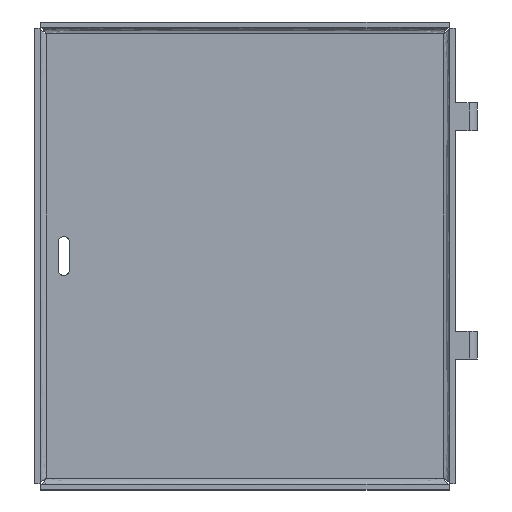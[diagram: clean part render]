
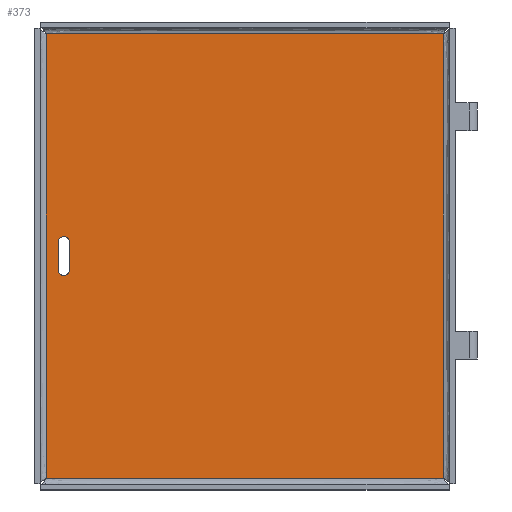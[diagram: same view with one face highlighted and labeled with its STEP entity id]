
A CAD part, top view. The second image highlights one B-rep face of the part: STEP entity #373.
In plain terms, the highlighted free-form (B-spline) face has degree [1, 1] with [2, 2] control points.
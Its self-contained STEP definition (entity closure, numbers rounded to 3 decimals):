
#373 = ADVANCED_FACE('',(#374,#410),#440,.F.);
#374 = FACE_BOUND('',#375,.T.);
#375 = EDGE_LOOP('',(#376,#385,#395,#402));
#376 = ORIENTED_EDGE('',*,*,#377,.T.);
#377 = EDGE_CURVE('',#378,#380,#382,.T.);
#378 = VERTEX_POINT('',#379);
#379 = CARTESIAN_POINT('',(-87.395,-6.522,0.));
#380 = VERTEX_POINT('',#381);
#381 = CARTESIAN_POINT('',(-87.395,6.522,0.));
#382 = B_SPLINE_CURVE_WITH_KNOTS('',1,(#383,#384),.UNSPECIFIED.,.F.,.F.,
  (2,2),(-5.,5.),.PIECEWISE_BEZIER_KNOTS.);
#383 = CARTESIAN_POINT('',(-87.395,-6.522,0.));
#384 = CARTESIAN_POINT('',(-87.395,6.522,0.));
#385 = ORIENTED_EDGE('',*,*,#386,.T.);
#386 = EDGE_CURVE('',#380,#387,#389,.T.);
#387 = VERTEX_POINT('',#388);
#388 = CARTESIAN_POINT('',(-82.178,6.522,0.));
#389 = ( BOUNDED_CURVE() B_SPLINE_CURVE(2,(#390,#391,#392,#393,#394),
.UNSPECIFIED.,.F.,.F.) B_SPLINE_CURVE_WITH_KNOTS((3,2,3),(0.,
1.571,3.142),.PIECEWISE_BEZIER_KNOTS.) CURVE() 
GEOMETRIC_REPRESENTATION_ITEM() RATIONAL_B_SPLINE_CURVE((1.,
0.707,1.,0.707,1.)) REPRESENTATION_ITEM('') );
#390 = CARTESIAN_POINT('',(-87.395,6.522,0.));
#391 = CARTESIAN_POINT('',(-87.395,9.131,0.));
#392 = CARTESIAN_POINT('',(-84.787,9.131,0.));
#393 = CARTESIAN_POINT('',(-82.178,9.131,0.));
#394 = CARTESIAN_POINT('',(-82.178,6.522,0.));
#395 = ORIENTED_EDGE('',*,*,#396,.T.);
#396 = EDGE_CURVE('',#387,#397,#399,.T.);
#397 = VERTEX_POINT('',#398);
#398 = CARTESIAN_POINT('',(-82.178,-6.522,0.));
#399 = B_SPLINE_CURVE_WITH_KNOTS('',1,(#400,#401),.UNSPECIFIED.,.F.,.F.,
  (2,2),(-5.,5.),.PIECEWISE_BEZIER_KNOTS.);
#400 = CARTESIAN_POINT('',(-82.178,6.522,0.));
#401 = CARTESIAN_POINT('',(-82.178,-6.522,0.));
#402 = ORIENTED_EDGE('',*,*,#403,.T.);
#403 = EDGE_CURVE('',#397,#378,#404,.T.);
#404 = ( BOUNDED_CURVE() B_SPLINE_CURVE(2,(#405,#406,#407,#408,#409),
.UNSPECIFIED.,.F.,.F.) B_SPLINE_CURVE_WITH_KNOTS((3,2,3),(3.142,
4.712,6.283),.PIECEWISE_BEZIER_KNOTS.) CURVE() 
GEOMETRIC_REPRESENTATION_ITEM() RATIONAL_B_SPLINE_CURVE((1.,
0.707,1.,0.707,1.)) REPRESENTATION_ITEM('') );
#405 = CARTESIAN_POINT('',(-82.178,-6.522,0.));
#406 = CARTESIAN_POINT('',(-82.178,-9.131,0.));
#407 = CARTESIAN_POINT('',(-84.787,-9.131,0.));
#408 = CARTESIAN_POINT('',(-87.395,-9.131,0.));
#409 = CARTESIAN_POINT('',(-87.395,-6.522,0.));
#410 = FACE_BOUND('',#411,.T.);
#411 = EDGE_LOOP('',(#412,#421,#428,#435));
#412 = ORIENTED_EDGE('',*,*,#413,.F.);
#413 = EDGE_CURVE('',#414,#416,#418,.T.);
#414 = VERTEX_POINT('',#415);
#415 = CARTESIAN_POINT('',(93.004,-104.092,
    0.));
#416 = VERTEX_POINT('',#417);
#417 = CARTESIAN_POINT('',(-93.004,-104.092,
    0.));
#418 = B_SPLINE_CURVE_WITH_KNOTS('',1,(#419,#420),.UNSPECIFIED.,.F.,.F.,
  (2,2),(2.023,144.623),.PIECEWISE_BEZIER_KNOTS.);
#419 = CARTESIAN_POINT('',(93.004,-104.092,
    0.));
#420 = CARTESIAN_POINT('',(-93.004,-104.092,
    0.));
#421 = ORIENTED_EDGE('',*,*,#422,.F.);
#422 = EDGE_CURVE('',#423,#414,#425,.T.);
#423 = VERTEX_POINT('',#424);
#424 = CARTESIAN_POINT('',(93.004,104.092,
    0.));
#425 = B_SPLINE_CURVE_WITH_KNOTS('',1,(#426,#427),.UNSPECIFIED.,.F.,.F.,
  (2,2),(2.023,161.623),.PIECEWISE_BEZIER_KNOTS.);
#426 = CARTESIAN_POINT('',(93.004,104.092,
    0.));
#427 = CARTESIAN_POINT('',(93.004,-104.092,
    0.));
#428 = ORIENTED_EDGE('',*,*,#429,.F.);
#429 = EDGE_CURVE('',#430,#423,#432,.T.);
#430 = VERTEX_POINT('',#431);
#431 = CARTESIAN_POINT('',(-93.004,104.092,
    0.));
#432 = B_SPLINE_CURVE_WITH_KNOTS('',1,(#433,#434),.UNSPECIFIED.,.F.,.F.,
  (2,2),(2.023,144.623),.PIECEWISE_BEZIER_KNOTS.);
#433 = CARTESIAN_POINT('',(-93.004,104.092,
    0.));
#434 = CARTESIAN_POINT('',(93.004,104.092,
    0.));
#435 = ORIENTED_EDGE('',*,*,#436,.F.);
#436 = EDGE_CURVE('',#416,#430,#437,.T.);
#437 = B_SPLINE_CURVE_WITH_KNOTS('',1,(#438,#439),.UNSPECIFIED.,.F.,.F.,
  (2,2),(2.023,161.623),.PIECEWISE_BEZIER_KNOTS.);
#438 = CARTESIAN_POINT('',(-93.004,-104.092,
    0.));
#439 = CARTESIAN_POINT('',(-93.004,104.092,
    0.));
#440 = B_SPLINE_SURFACE_WITH_KNOTS('',1,1,(
    (#441,#442)
    ,(#443,#444
    )),.UNSPECIFIED.,.F.,.F.,.F.,(2,2),(2,2),(-71.3,71.3),(-79.8,79.8),
  .PIECEWISE_BEZIER_KNOTS.);
#441 = CARTESIAN_POINT('',(93.004,-104.092,0.));
#442 = CARTESIAN_POINT('',(93.004,104.092,0.));
#443 = CARTESIAN_POINT('',(-93.004,-104.092,0.));
#444 = CARTESIAN_POINT('',(-93.004,104.092,0.));
